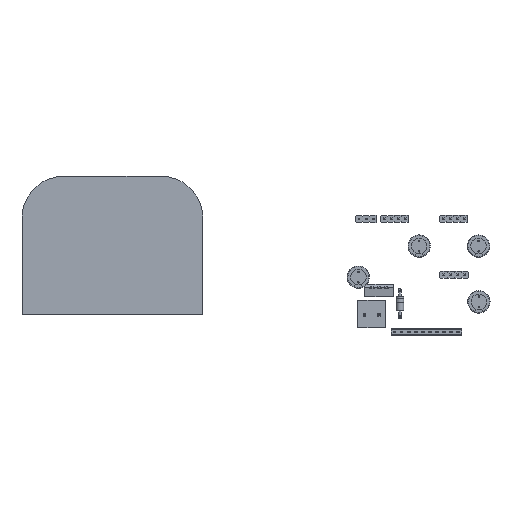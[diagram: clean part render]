
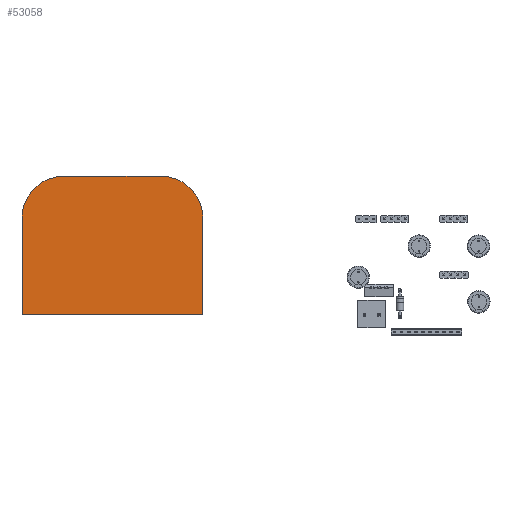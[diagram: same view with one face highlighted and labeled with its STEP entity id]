
A CAD part, top view. The second image highlights one B-rep face of the part: STEP entity #53058.
In plain terms, the highlighted planar face has unit normal (0, 0, 1).
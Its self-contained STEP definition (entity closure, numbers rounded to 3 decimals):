
#52586 = VERTEX_POINT('',#52587);
#52587 = CARTESIAN_POINT('',(0.,-49.5,1.6));
#52594 = PLANE('',#52595);
#52595 = AXIS2_PLACEMENT_3D('',#52596,#52597,#52598);
#52596 = CARTESIAN_POINT('',(0.,-49.5,0.));
#52597 = DIRECTION('',(0.,1.,0.));
#52598 = DIRECTION('',(1.,0.,0.));
#52606 = PLANE('',#52607);
#52607 = AXIS2_PLACEMENT_3D('',#52608,#52609,#52610);
#52608 = CARTESIAN_POINT('',(0.,-15.,0.));
#52609 = DIRECTION('',(1.,0.,-0.));
#52610 = DIRECTION('',(0.,-1.,0.));
#52618 = EDGE_CURVE('',#52586,#52619,#52621,.T.);
#52619 = VERTEX_POINT('',#52620);
#52620 = CARTESIAN_POINT('',(65.,-49.5,1.6));
#52621 = SURFACE_CURVE('',#52622,(#52626,#52633),.PCURVE_S1.);
#52622 = LINE('',#52623,#52624);
#52623 = CARTESIAN_POINT('',(0.,-49.5,1.6));
#52624 = VECTOR('',#52625,1.);
#52625 = DIRECTION('',(1.,0.,0.));
#52626 = PCURVE('',#52594,#52627);
#52627 = DEFINITIONAL_REPRESENTATION('',(#52628),#52632);
#52628 = LINE('',#52629,#52630);
#52629 = CARTESIAN_POINT('',(0.,-1.6));
#52630 = VECTOR('',#52631,1.);
#52631 = DIRECTION('',(1.,0.));
#52632 = ( GEOMETRIC_REPRESENTATION_CONTEXT(2) 
PARAMETRIC_REPRESENTATION_CONTEXT() REPRESENTATION_CONTEXT('2D SPACE',''
  ) );
#52633 = PCURVE('',#52634,#52639);
#52634 = PLANE('',#52635);
#52635 = AXIS2_PLACEMENT_3D('',#52636,#52637,#52638);
#52636 = CARTESIAN_POINT('',(32.5,-26.471,1.6));
#52637 = DIRECTION('',(0.,0.,1.));
#52638 = DIRECTION('',(1.,0.,-0.));
#52639 = DEFINITIONAL_REPRESENTATION('',(#52640),#52644);
#52640 = LINE('',#52641,#52642);
#52641 = CARTESIAN_POINT('',(-32.5,-23.029));
#52642 = VECTOR('',#52643,1.);
#52643 = DIRECTION('',(1.,0.));
#52644 = ( GEOMETRIC_REPRESENTATION_CONTEXT(2) 
PARAMETRIC_REPRESENTATION_CONTEXT() REPRESENTATION_CONTEXT('2D SPACE',''
  ) );
#52662 = PLANE('',#52663);
#52663 = AXIS2_PLACEMENT_3D('',#52664,#52665,#52666);
#52664 = CARTESIAN_POINT('',(65.,-49.5,0.));
#52665 = DIRECTION('',(-1.,0.,0.));
#52666 = DIRECTION('',(0.,1.,0.));
#52704 = EDGE_CURVE('',#52619,#52705,#52707,.T.);
#52705 = VERTEX_POINT('',#52706);
#52706 = CARTESIAN_POINT('',(65.,-15.,1.6));
#52707 = SURFACE_CURVE('',#52708,(#52712,#52719),.PCURVE_S1.);
#52708 = LINE('',#52709,#52710);
#52709 = CARTESIAN_POINT('',(65.,-49.5,1.6));
#52710 = VECTOR('',#52711,1.);
#52711 = DIRECTION('',(0.,1.,0.));
#52712 = PCURVE('',#52662,#52713);
#52713 = DEFINITIONAL_REPRESENTATION('',(#52714),#52718);
#52714 = LINE('',#52715,#52716);
#52715 = CARTESIAN_POINT('',(0.,-1.6));
#52716 = VECTOR('',#52717,1.);
#52717 = DIRECTION('',(1.,0.));
#52718 = ( GEOMETRIC_REPRESENTATION_CONTEXT(2) 
PARAMETRIC_REPRESENTATION_CONTEXT() REPRESENTATION_CONTEXT('2D SPACE',''
  ) );
#52719 = PCURVE('',#52634,#52720);
#52720 = DEFINITIONAL_REPRESENTATION('',(#52721),#52725);
#52721 = LINE('',#52722,#52723);
#52722 = CARTESIAN_POINT('',(32.5,-23.029));
#52723 = VECTOR('',#52724,1.);
#52724 = DIRECTION('',(0.,1.));
#52725 = ( GEOMETRIC_REPRESENTATION_CONTEXT(2) 
PARAMETRIC_REPRESENTATION_CONTEXT() REPRESENTATION_CONTEXT('2D SPACE',''
  ) );
#52743 = CYLINDRICAL_SURFACE('',#52744,15.);
#52744 = AXIS2_PLACEMENT_3D('',#52745,#52746,#52747);
#52745 = CARTESIAN_POINT('',(50.,-15.,0.));
#52746 = DIRECTION('',(-0.,-0.,-1.));
#52747 = DIRECTION('',(1.,0.,-0.));
#52780 = EDGE_CURVE('',#52705,#52781,#52783,.T.);
#52781 = VERTEX_POINT('',#52782);
#52782 = CARTESIAN_POINT('',(50.,0.,1.6));
#52783 = SURFACE_CURVE('',#52784,(#52789,#52796),.PCURVE_S1.);
#52784 = CIRCLE('',#52785,15.);
#52785 = AXIS2_PLACEMENT_3D('',#52786,#52787,#52788);
#52786 = CARTESIAN_POINT('',(50.,-15.,1.6));
#52787 = DIRECTION('',(0.,0.,1.));
#52788 = DIRECTION('',(1.,0.,-0.));
#52789 = PCURVE('',#52743,#52790);
#52790 = DEFINITIONAL_REPRESENTATION('',(#52791),#52795);
#52791 = LINE('',#52792,#52793);
#52792 = CARTESIAN_POINT('',(-0.,-1.6));
#52793 = VECTOR('',#52794,1.);
#52794 = DIRECTION('',(-1.,0.));
#52795 = ( GEOMETRIC_REPRESENTATION_CONTEXT(2) 
PARAMETRIC_REPRESENTATION_CONTEXT() REPRESENTATION_CONTEXT('2D SPACE',''
  ) );
#52796 = PCURVE('',#52634,#52797);
#52797 = DEFINITIONAL_REPRESENTATION('',(#52798),#52802);
#52798 = CIRCLE('',#52799,15.);
#52799 = AXIS2_PLACEMENT_2D('',#52800,#52801);
#52800 = CARTESIAN_POINT('',(17.5,11.471));
#52801 = DIRECTION('',(1.,0.));
#52802 = ( GEOMETRIC_REPRESENTATION_CONTEXT(2) 
PARAMETRIC_REPRESENTATION_CONTEXT() REPRESENTATION_CONTEXT('2D SPACE',''
  ) );
#52820 = PLANE('',#52821);
#52821 = AXIS2_PLACEMENT_3D('',#52822,#52823,#52824);
#52822 = CARTESIAN_POINT('',(50.,0.,0.));
#52823 = DIRECTION('',(0.,-1.,0.));
#52824 = DIRECTION('',(-1.,0.,0.));
#52858 = EDGE_CURVE('',#52781,#52859,#52861,.T.);
#52859 = VERTEX_POINT('',#52860);
#52860 = CARTESIAN_POINT('',(15.,0.,1.6));
#52861 = SURFACE_CURVE('',#52862,(#52866,#52873),.PCURVE_S1.);
#52862 = LINE('',#52863,#52864);
#52863 = CARTESIAN_POINT('',(50.,0.,1.6));
#52864 = VECTOR('',#52865,1.);
#52865 = DIRECTION('',(-1.,-0.,0.));
#52866 = PCURVE('',#52820,#52867);
#52867 = DEFINITIONAL_REPRESENTATION('',(#52868),#52872);
#52868 = LINE('',#52869,#52870);
#52869 = CARTESIAN_POINT('',(0.,-1.6));
#52870 = VECTOR('',#52871,1.);
#52871 = DIRECTION('',(1.,0.));
#52872 = ( GEOMETRIC_REPRESENTATION_CONTEXT(2) 
PARAMETRIC_REPRESENTATION_CONTEXT() REPRESENTATION_CONTEXT('2D SPACE',''
  ) );
#52873 = PCURVE('',#52634,#52874);
#52874 = DEFINITIONAL_REPRESENTATION('',(#52875),#52879);
#52875 = LINE('',#52876,#52877);
#52876 = CARTESIAN_POINT('',(17.5,26.471));
#52877 = VECTOR('',#52878,1.);
#52878 = DIRECTION('',(-1.,0.));
#52879 = ( GEOMETRIC_REPRESENTATION_CONTEXT(2) 
PARAMETRIC_REPRESENTATION_CONTEXT() REPRESENTATION_CONTEXT('2D SPACE',''
  ) );
#52897 = CYLINDRICAL_SURFACE('',#52898,15.);
#52898 = AXIS2_PLACEMENT_3D('',#52899,#52900,#52901);
#52899 = CARTESIAN_POINT('',(15.,-15.,0.));
#52900 = DIRECTION('',(-0.,-0.,-1.));
#52901 = DIRECTION('',(1.,0.,-0.));
#52934 = EDGE_CURVE('',#52859,#52935,#52937,.T.);
#52935 = VERTEX_POINT('',#52936);
#52936 = CARTESIAN_POINT('',(0.,-15.,1.6));
#52937 = SURFACE_CURVE('',#52938,(#52943,#52950),.PCURVE_S1.);
#52938 = CIRCLE('',#52939,15.);
#52939 = AXIS2_PLACEMENT_3D('',#52940,#52941,#52942);
#52940 = CARTESIAN_POINT('',(15.,-15.,1.6));
#52941 = DIRECTION('',(0.,0.,1.));
#52942 = DIRECTION('',(1.,0.,-0.));
#52943 = PCURVE('',#52897,#52944);
#52944 = DEFINITIONAL_REPRESENTATION('',(#52945),#52949);
#52945 = LINE('',#52946,#52947);
#52946 = CARTESIAN_POINT('',(-0.,-1.6));
#52947 = VECTOR('',#52948,1.);
#52948 = DIRECTION('',(-1.,0.));
#52949 = ( GEOMETRIC_REPRESENTATION_CONTEXT(2) 
PARAMETRIC_REPRESENTATION_CONTEXT() REPRESENTATION_CONTEXT('2D SPACE',''
  ) );
#52950 = PCURVE('',#52634,#52951);
#52951 = DEFINITIONAL_REPRESENTATION('',(#52952),#52956);
#52952 = CIRCLE('',#52953,15.);
#52953 = AXIS2_PLACEMENT_2D('',#52954,#52955);
#52954 = CARTESIAN_POINT('',(-17.5,11.471));
#52955 = DIRECTION('',(1.,0.));
#52956 = ( GEOMETRIC_REPRESENTATION_CONTEXT(2) 
PARAMETRIC_REPRESENTATION_CONTEXT() REPRESENTATION_CONTEXT('2D SPACE',''
  ) );
#53007 = EDGE_CURVE('',#52935,#52586,#53008,.T.);
#53008 = SURFACE_CURVE('',#53009,(#53013,#53020),.PCURVE_S1.);
#53009 = LINE('',#53010,#53011);
#53010 = CARTESIAN_POINT('',(0.,-15.,1.6));
#53011 = VECTOR('',#53012,1.);
#53012 = DIRECTION('',(0.,-1.,0.));
#53013 = PCURVE('',#52606,#53014);
#53014 = DEFINITIONAL_REPRESENTATION('',(#53015),#53019);
#53015 = LINE('',#53016,#53017);
#53016 = CARTESIAN_POINT('',(0.,-1.6));
#53017 = VECTOR('',#53018,1.);
#53018 = DIRECTION('',(1.,0.));
#53019 = ( GEOMETRIC_REPRESENTATION_CONTEXT(2) 
PARAMETRIC_REPRESENTATION_CONTEXT() REPRESENTATION_CONTEXT('2D SPACE',''
  ) );
#53020 = PCURVE('',#52634,#53021);
#53021 = DEFINITIONAL_REPRESENTATION('',(#53022),#53026);
#53022 = LINE('',#53023,#53024);
#53023 = CARTESIAN_POINT('',(-32.5,11.471));
#53024 = VECTOR('',#53025,1.);
#53025 = DIRECTION('',(0.,-1.));
#53026 = ( GEOMETRIC_REPRESENTATION_CONTEXT(2) 
PARAMETRIC_REPRESENTATION_CONTEXT() REPRESENTATION_CONTEXT('2D SPACE',''
  ) );
#53058 = ADVANCED_FACE('',(#53059),#52634,.T.);
#53059 = FACE_BOUND('',#53060,.T.);
#53060 = EDGE_LOOP('',(#53061,#53062,#53063,#53064,#53065,#53066));
#53061 = ORIENTED_EDGE('',*,*,#52618,.T.);
#53062 = ORIENTED_EDGE('',*,*,#52704,.T.);
#53063 = ORIENTED_EDGE('',*,*,#52780,.T.);
#53064 = ORIENTED_EDGE('',*,*,#52858,.T.);
#53065 = ORIENTED_EDGE('',*,*,#52934,.T.);
#53066 = ORIENTED_EDGE('',*,*,#53007,.T.);
